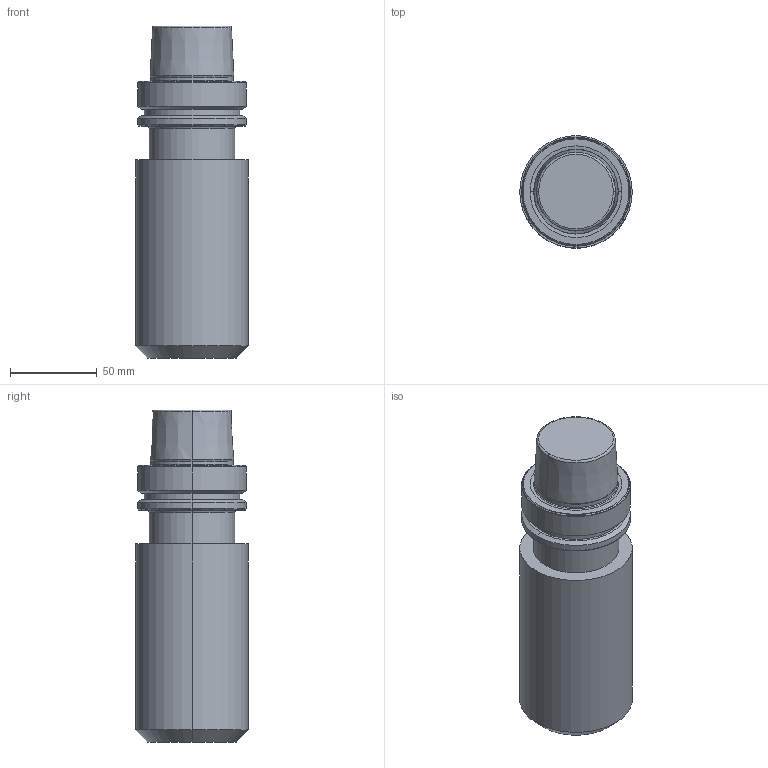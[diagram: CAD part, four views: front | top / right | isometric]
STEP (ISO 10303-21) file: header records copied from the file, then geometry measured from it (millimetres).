
FILE_DESCRIPTION (( 'STEP AP203' ), '1' );
FILE_NAME ('HSK-A 63 WE25 160 6.3G 20000 SL.STEP', '2019-05-13T08:07:13', ( '' ), ( '' ), 'SwSTEP 2.0', 'SolidWorks 2014', '' );
FILE_SCHEMA (( 'CONFIG_CONTROL_DESIGN' ));
Length unit declared in the file: millimetre
Products named in the file (1): HSK-A 63 WE25 160 6.3G 20000 SL
Bounding box: 65 x 65 x 191.9 mm (x, y, z)
Volume: 545476.3 mm3; surface area: 44848.3 mm2
Topology: 1 solids, 1 shells, 49 faces, 96 edges, 54 vertices
Faces by surface type: cone 16, torus 14, cylinder 12, plane 7
Entity records: 1335 total; most frequent: DIRECTION 264, CARTESIAN_POINT 200, ORIENTED_EDGE 192, AXIS2_PLACEMENT_3D 118, EDGE_CURVE 96, CIRCLE 68, VERTEX_POINT 54, EDGE_LOOP 54
